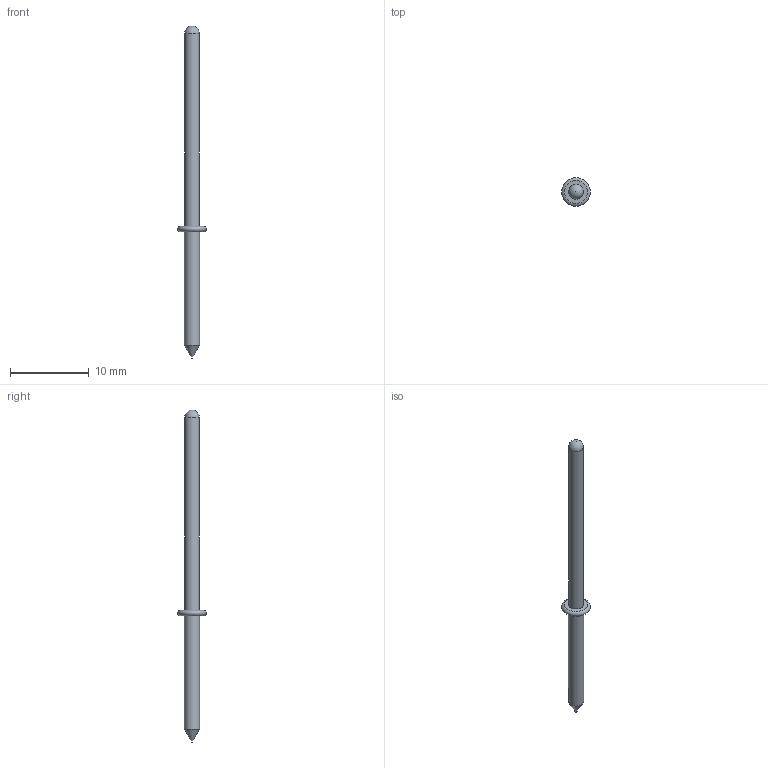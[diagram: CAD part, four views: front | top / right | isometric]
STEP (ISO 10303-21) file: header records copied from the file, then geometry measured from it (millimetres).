
FILE_DESCRIPTION(/* description */ (''),/* implementation_level */ '2;1');
FILE_NAME(/* name */ 'HBN1-T (14L203CG_05).stp',/* time_stamp */ '2015-10-22T13:14:45-04:00',/* author */ (''),/* organization */ (''),/* preprocessor_version */ 'ST-DEVELOPER v15',/* originating_system */ 'SIEMENS PLM Software NX 8.5',/* authorisation */ '');
FILE_SCHEMA (('CONFIG_CONTROL_DESIGN'));
Length unit declared in the file: inch
Products named in the file (1): 14L203CG_05
Bounding box: 3.63 x 3.63 x 42.09 mm (x, y, z)
Volume: 119.9 mm3; surface area: 262.4 mm2
Topology: 1 solids, 1 shells, 8 faces, 14 edges, 9 vertices
Faces by surface type: plane 3, cylinder 2, cone 1, sphere 1, torus 1
Full cylindrical faces by diameter (mm): 1.88 x1, 1.93 x1
Entity records: 240 total; most frequent: DIRECTION 32, CARTESIAN_POINT 23, AXIS2_PLACEMENT_3D 16, EDGE_LOOP 14, ORIENTED_EDGE 14, FACE_BOUND 12, ADVANCED_FACE 8, PERSON_AND_ORGANIZATION 7
